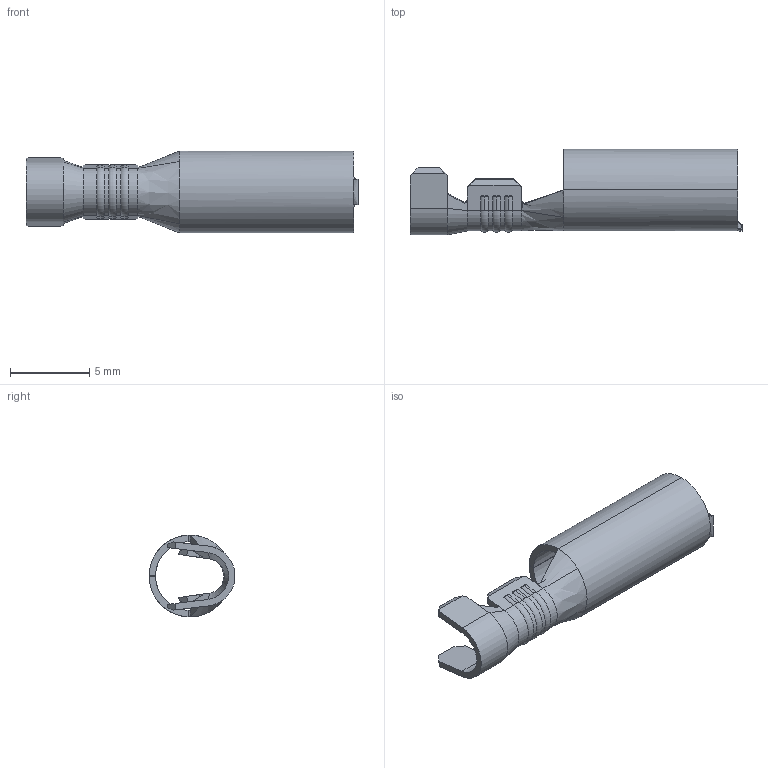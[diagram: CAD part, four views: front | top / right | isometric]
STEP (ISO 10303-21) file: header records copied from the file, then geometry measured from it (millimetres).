
FILE_DESCRIPTION (( 'STEP AP203' ), '1' );
FILE_NAME ('09402.STEP', '2015-02-05T14:15:38', ( '' ), ( '' ), 'SwSTEP 2.0', 'SolidWorks 2014', '' );
FILE_SCHEMA (( 'CONFIG_CONTROL_DESIGN' ));
Length unit declared in the file: inch
Products named in the file (1): 09402
Bounding box: 21.01 x 5.43 x 5.18 mm (x, y, z)
Volume: 95.9 mm3; surface area: 512.7 mm2
Topology: 1 solids, 1 shells, 135 faces, 339 edges, 206 vertices
Faces by surface type: plane 62, bspline 30, cylinder 28, torus 9, cone 6
Entity records: 4679 total; most frequent: CARTESIAN_POINT 1572, ORIENTED_EDGE 678, DIRECTION 555, EDGE_CURVE 339, VECTOR 215, LINE 215, VERTEX_POINT 206, AXIS2_PLACEMENT_3D 170
